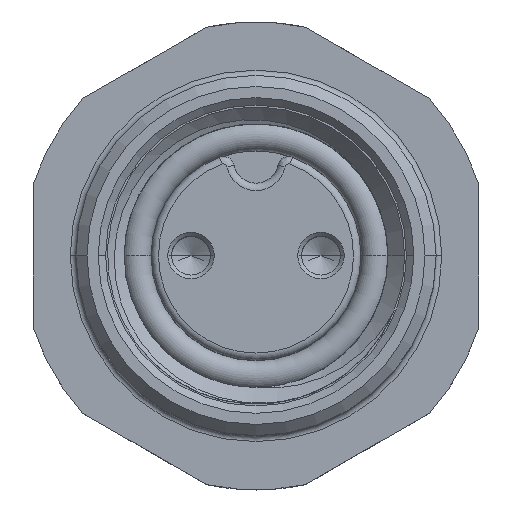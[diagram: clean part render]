
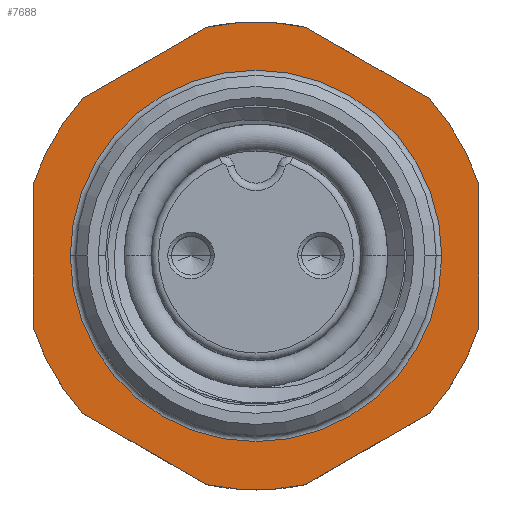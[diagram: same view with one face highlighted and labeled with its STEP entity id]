
A CAD part, top view. The second image highlights one B-rep face of the part: STEP entity #7688.
In plain terms, the highlighted planar face has unit normal (0, 0, 1).
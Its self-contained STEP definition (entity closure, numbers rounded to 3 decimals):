
#2972=CARTESIAN_POINT('',(0.,0.,-0.3));
#2973=DIRECTION('',(0.,0.,1.));
#2974=DIRECTION('',(0.212,0.977,0.));
#2975=AXIS2_PLACEMENT_3D('',#2972,#2973,#2974);
#2977=DIRECTION('',(-0.866,0.5,0.));
#2978=VECTOR('',#2977,3.842);
#2979=CARTESIAN_POINT('',(4.664,4.236,-0.3));
#2980=LINE('',#2979,#2978);
#2981=CARTESIAN_POINT('',(0.,0.,-0.3));
#2982=DIRECTION('',(0.,0.,1.));
#2983=DIRECTION('',(0.952,0.305,0.));
#2984=AXIS2_PLACEMENT_3D('',#2981,#2982,#2983);
#2986=DIRECTION('',(0.,1.,0.));
#2987=VECTOR('',#2986,3.842);
#2988=CARTESIAN_POINT('',(6.,-1.921,-0.3));
#2989=LINE('',#2988,#2987);
#2990=CARTESIAN_POINT('',(0.,0.,-0.3));
#2991=DIRECTION('',(0.,0.,1.));
#2992=DIRECTION('',(0.74,-0.672,0.));
#2993=AXIS2_PLACEMENT_3D('',#2990,#2991,#2992);
#2995=DIRECTION('',(0.866,0.5,0.));
#2996=VECTOR('',#2995,3.842);
#2997=CARTESIAN_POINT('',(1.336,-6.157,-0.3));
#2998=LINE('',#2997,#2996);
#2999=CARTESIAN_POINT('',(0.,0.,-0.3));
#3000=DIRECTION('',(0.,0.,1.));
#3001=DIRECTION('',(-0.212,-0.977,0.));
#3002=AXIS2_PLACEMENT_3D('',#2999,#3000,#3001);
#3004=DIRECTION('',(0.866,-0.5,0.));
#3005=VECTOR('',#3004,3.842);
#3006=CARTESIAN_POINT('',(-4.664,-4.236,-0.3));
#3007=LINE('',#3006,#3005);
#3008=CARTESIAN_POINT('',(0.,0.,-0.3));
#3009=DIRECTION('',(0.,0.,1.));
#3010=DIRECTION('',(-0.952,-0.305,0.));
#3011=AXIS2_PLACEMENT_3D('',#3008,#3009,#3010);
#3013=DIRECTION('',(0.,-1.,0.));
#3014=VECTOR('',#3013,3.842);
#3015=CARTESIAN_POINT('',(-6.,1.921,-0.3));
#3016=LINE('',#3015,#3014);
#3017=CARTESIAN_POINT('',(0.,0.,-0.3));
#3018=DIRECTION('',(0.,0.,1.));
#3019=DIRECTION('',(-0.74,0.672,0.));
#3020=AXIS2_PLACEMENT_3D('',#3017,#3018,#3019);
#3022=DIRECTION('',(-0.866,-0.5,0.));
#3023=VECTOR('',#3022,3.842);
#3024=CARTESIAN_POINT('',(-1.336,6.157,-0.3));
#3025=LINE('',#3024,#3023);
#3026=CARTESIAN_POINT('',(0.,0.,-0.3));
#3027=DIRECTION('',(0.,0.,-1.));
#3028=DIRECTION('',(1.,0.,0.));
#3029=AXIS2_PLACEMENT_3D('',#3026,#3027,#3028);
#3031=CARTESIAN_POINT('',(0.,0.,-0.3));
#3032=DIRECTION('',(0.,0.,-1.));
#3033=DIRECTION('',(-1.,0.,0.));
#3034=AXIS2_PLACEMENT_3D('',#3031,#3032,#3033);
#6936=CARTESIAN_POINT('',(1.336,6.157,-0.3));
#6937=CARTESIAN_POINT('',(-1.336,6.157,-0.3));
#6938=VERTEX_POINT('',#6936);
#6939=VERTEX_POINT('',#6937);
#6940=CARTESIAN_POINT('',(-4.664,4.236,-0.3));
#6941=VERTEX_POINT('',#6940);
#6942=CARTESIAN_POINT('',(-6.,1.921,-0.3));
#6943=VERTEX_POINT('',#6942);
#6944=CARTESIAN_POINT('',(-6.,-1.921,-0.3));
#6945=VERTEX_POINT('',#6944);
#6946=CARTESIAN_POINT('',(-4.664,-4.236,-0.3));
#6947=VERTEX_POINT('',#6946);
#6948=CARTESIAN_POINT('',(-1.336,-6.157,-0.3));
#6949=VERTEX_POINT('',#6948);
#6950=CARTESIAN_POINT('',(1.336,-6.157,-0.3));
#6951=VERTEX_POINT('',#6950);
#6952=CARTESIAN_POINT('',(4.664,-4.236,-0.3));
#6953=VERTEX_POINT('',#6952);
#6954=CARTESIAN_POINT('',(6.,-1.921,-0.3));
#6955=VERTEX_POINT('',#6954);
#6956=CARTESIAN_POINT('',(6.,1.921,-0.3));
#6957=VERTEX_POINT('',#6956);
#6958=CARTESIAN_POINT('',(4.664,4.236,-0.3));
#6959=VERTEX_POINT('',#6958);
#7032=CARTESIAN_POINT('',(5.,0.,-0.3));
#7033=CARTESIAN_POINT('',(-5.,0.,-0.3));
#7034=VERTEX_POINT('',#7032);
#7035=VERTEX_POINT('',#7033);
#7663=CARTESIAN_POINT('',(0.,0.,-0.3));
#7664=DIRECTION('',(0.,0.,1.));
#7665=DIRECTION('',(1.,0.,0.));
#7666=AXIS2_PLACEMENT_3D('',#7663,#7664,#7665);
#7667=PLANE('',#7666);
#7668=ORIENTED_EDGE('',*,*,#7501,.F.);
#7669=ORIENTED_EDGE('',*,*,#7517,.F.);
#7670=ORIENTED_EDGE('',*,*,#7531,.F.);
#7671=ORIENTED_EDGE('',*,*,#7545,.F.);
#7672=ORIENTED_EDGE('',*,*,#7559,.F.);
#7673=ORIENTED_EDGE('',*,*,#7573,.F.);
#7674=ORIENTED_EDGE('',*,*,#7588,.F.);
#7675=ORIENTED_EDGE('',*,*,#7602,.F.);
#7676=ORIENTED_EDGE('',*,*,#7616,.F.);
#7677=ORIENTED_EDGE('',*,*,#7630,.F.);
#7678=ORIENTED_EDGE('',*,*,#7644,.F.);
#7679=ORIENTED_EDGE('',*,*,#7657,.F.);
#7680=EDGE_LOOP('',(#7668,#7669,#7670,#7671,#7672,#7673,#7674,#7675,#7676,#7677,
#7678,#7679));
#7681=FACE_OUTER_BOUND('',#7680,.F.);
#7683=ORIENTED_EDGE('',*,*,#7682,.F.);
#7685=ORIENTED_EDGE('',*,*,#7684,.F.);
#7686=EDGE_LOOP('',(#7683,#7685));
#7687=FACE_BOUND('',#7686,.F.);
#2976=CIRCLE('',#2975,6.3);
#2985=CIRCLE('',#2984,6.3);
#2994=CIRCLE('',#2993,6.3);
#3003=CIRCLE('',#3002,6.3);
#3012=CIRCLE('',#3011,6.3);
#3021=CIRCLE('',#3020,6.3);
#3030=CIRCLE('',#3029,5.);
#3035=CIRCLE('',#3034,5.);
#7501=EDGE_CURVE('',#6938,#6939,#2976,.T.);
#7517=EDGE_CURVE('',#6959,#6938,#2980,.T.);
#7531=EDGE_CURVE('',#6957,#6959,#2985,.T.);
#7545=EDGE_CURVE('',#6955,#6957,#2989,.T.);
#7559=EDGE_CURVE('',#6953,#6955,#2994,.T.);
#7573=EDGE_CURVE('',#6951,#6953,#2998,.T.);
#7588=EDGE_CURVE('',#6949,#6951,#3003,.T.);
#7602=EDGE_CURVE('',#6947,#6949,#3007,.T.);
#7616=EDGE_CURVE('',#6945,#6947,#3012,.T.);
#7630=EDGE_CURVE('',#6943,#6945,#3016,.T.);
#7644=EDGE_CURVE('',#6941,#6943,#3021,.T.);
#7657=EDGE_CURVE('',#6939,#6941,#3025,.T.);
#7682=EDGE_CURVE('',#7034,#7035,#3030,.T.);
#7684=EDGE_CURVE('',#7035,#7034,#3035,.T.);
#7688=ADVANCED_FACE('',(#7681,#7687),#7667,.T.);
